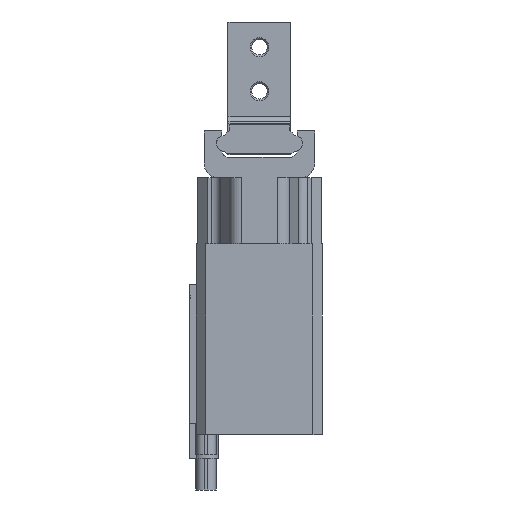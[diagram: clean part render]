
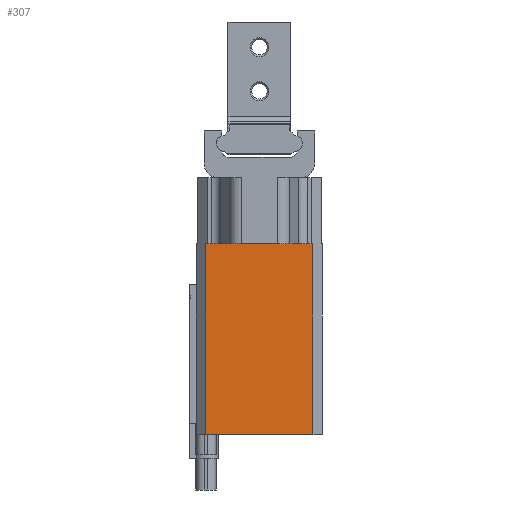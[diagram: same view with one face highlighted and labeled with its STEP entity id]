
A CAD part, left-side view. The second image highlights one B-rep face of the part: STEP entity #307.
In plain terms, the highlighted planar face has unit normal (-1, 0, 0).
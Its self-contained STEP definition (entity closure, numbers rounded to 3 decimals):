
#307 = ADVANCED_FACE( '', ( #571 ), #572, .F. );
#571 = FACE_OUTER_BOUND( '', #954, .T. );
#572 = PLANE( '', #955 );
#954 = EDGE_LOOP( '', ( #1817, #1818, #1819, #1820 ) );
#955 = AXIS2_PLACEMENT_3D( '', #1821, #1822, #1823 );
#1817 = ORIENTED_EDGE( '', *, *, #2673, .T. );
#1818 = ORIENTED_EDGE( '', *, *, #2745, .F. );
#1819 = ORIENTED_EDGE( '', *, *, #2558, .F. );
#1820 = ORIENTED_EDGE( '', *, *, #2746, .T. );
#1821 = CARTESIAN_POINT( '', ( -17., 8.5, 30.3 ) );
#1822 = DIRECTION( '', ( 1., 0., 0. ) );
#1823 = DIRECTION( '', ( 0., 0., -1. ) );
#2558 = EDGE_CURVE( '', #3023, #3026, #3027, .T. );
#2673 = EDGE_CURVE( '', #3169, #3229, #3231, .T. );
#2745 = EDGE_CURVE( '', #3026, #3229, #3331, .T. );
#2746 = EDGE_CURVE( '', #3023, #3169, #3332, .T. );
#3023 = VERTEX_POINT( '', #3750 );
#3026 = VERTEX_POINT( '', #3754 );
#3027 = LINE( '', #3755, #3756 );
#3169 = VERTEX_POINT( '', #3962 );
#3229 = VERTEX_POINT( '', #4048 );
#3231 = LINE( '', #4051, #4052 );
#3331 = LINE( '', #4217, #4218 );
#3332 = LINE( '', #4219, #4220 );
#3750 = CARTESIAN_POINT( '', ( -17., 8.5, 30.3 ) );
#3754 = CARTESIAN_POINT( '', ( -17., -8.5, 30.3 ) );
#3755 = CARTESIAN_POINT( '', ( -17., 8.5, 30.3 ) );
#3756 = VECTOR( '', #4701, 1000. );
#3962 = CARTESIAN_POINT( '', ( -17., 8.5, 0. ) );
#4048 = CARTESIAN_POINT( '', ( -17., -8.5, 0. ) );
#4051 = CARTESIAN_POINT( '', ( -17., 8.5, 0. ) );
#4052 = VECTOR( '', #4862, 1000. );
#4217 = CARTESIAN_POINT( '', ( -17., -8.5, 30.3 ) );
#4218 = VECTOR( '', #4946, 1000. );
#4219 = CARTESIAN_POINT( '', ( -17., 8.5, 30.3 ) );
#4220 = VECTOR( '', #4947, 1000. );
#4701 = DIRECTION( '', ( 0., -1., 0. ) );
#4862 = DIRECTION( '', ( 0., -1., 0. ) );
#4946 = DIRECTION( '', ( 0., 0., -1. ) );
#4947 = DIRECTION( '', ( 0., 0., -1. ) );
